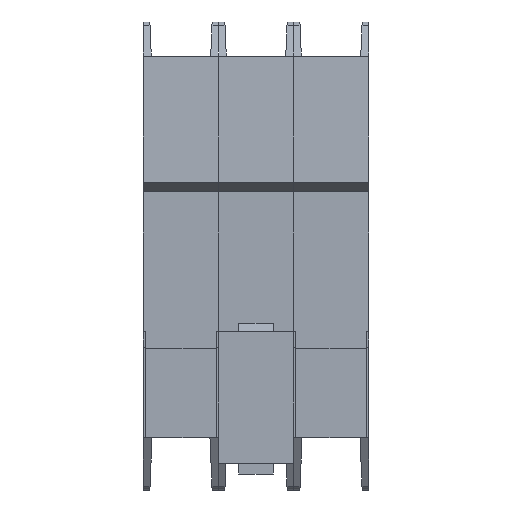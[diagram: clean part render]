
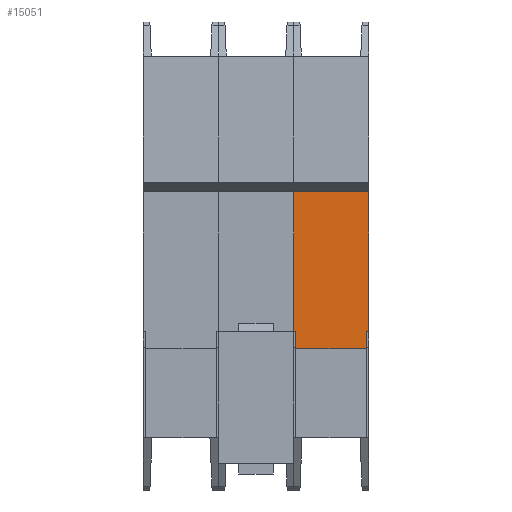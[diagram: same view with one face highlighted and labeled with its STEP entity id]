
A CAD part, front view. The second image highlights one B-rep face of the part: STEP entity #15051.
In plain terms, the highlighted planar face has unit normal (0, -1, 0).
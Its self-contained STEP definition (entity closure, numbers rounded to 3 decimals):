
#14967 = EDGE_CURVE ( 'NONE', #14984, #14968, #31815, .T. ) ;
#14968 = VERTEX_POINT ( 'NONE', #31811 ) ;
#14969 = ORIENTED_EDGE ( 'NONE', *, *, #14970, .F. ) ;
#14970 = EDGE_CURVE ( 'NONE', #14971, #14968, #31810, .T. ) ;
#14971 = VERTEX_POINT ( 'NONE', #31806 ) ;
#14972 = ORIENTED_EDGE ( 'NONE', *, *, #15041, .T. ) ;
#14973 = VERTEX_POINT ( 'NONE', #31805 ) ;
#14978 = ORIENTED_EDGE ( 'NONE', *, *, #14979, .F. ) ;
#14979 = EDGE_CURVE ( 'NONE', #14980, #14981, #31863, .T. ) ;
#14980 = VERTEX_POINT ( 'NONE', #31853 ) ;
#14981 = VERTEX_POINT ( 'NONE', #31852 ) ;
#14982 = ORIENTED_EDGE ( 'NONE', *, *, #14983, .T. ) ;
#14983 = EDGE_CURVE ( 'NONE', #14980, #14984, #31851, .T. ) ;
#14984 = VERTEX_POINT ( 'NONE', #31847 ) ;
#14985 = ORIENTED_EDGE ( 'NONE', *, *, #14967, .T. ) ;
#14992 = EDGE_LOOP ( 'NONE', ( #14978, #14982, #14985, #14969, #14972, #15042, #15038, #15139, #15030, #15145, #15134, #15144 ) ) ;
#15030 = ORIENTED_EDGE ( 'NONE', *, *, #15031, .F. ) ;
#15031 = EDGE_CURVE ( 'NONE', #15069, #15142, #32006, .T. ) ;
#15038 = ORIENTED_EDGE ( 'NONE', *, *, #15039, .F. ) ;
#15039 = EDGE_CURVE ( 'NONE', #15040, #15044, #31990, .T. ) ;
#15040 = VERTEX_POINT ( 'NONE', #31745 ) ;
#15041 = EDGE_CURVE ( 'NONE', #14971, #14973, #31986, .T. ) ;
#15042 = ORIENTED_EDGE ( 'NONE', *, *, #15043, .T. ) ;
#15043 = EDGE_CURVE ( 'NONE', #14973, #15044, #32047, .T. ) ;
#15044 = VERTEX_POINT ( 'NONE', #32043 ) ;
#15051 = ADVANCED_FACE ( 'NONE', ( #32028 ), #32051, .F. ) ;
#15067 = EDGE_CURVE ( 'NONE', #14981, #15143, #32125, .T. ) ;
#15069 = VERTEX_POINT ( 'NONE', #32121 ) ;
#15079 = EDGE_CURVE ( 'NONE', #15142, #15040, #32172, .T. ) ;
#15105 = EDGE_CURVE ( 'NONE', #15069, #15140, #32187, .T. ) ;
#15134 = ORIENTED_EDGE ( 'NONE', *, *, #15141, .T. ) ;
#15139 = ORIENTED_EDGE ( 'NONE', *, *, #15079, .F. ) ;
#15140 = VERTEX_POINT ( 'NONE', #32268 ) ;
#15141 = EDGE_CURVE ( 'NONE', #15140, #15143, #32267, .T. ) ;
#15142 = VERTEX_POINT ( 'NONE', #32322 ) ;
#15143 = VERTEX_POINT ( 'NONE', #32321 ) ;
#15144 = ORIENTED_EDGE ( 'NONE', *, *, #15067, .F. ) ;
#15145 = ORIENTED_EDGE ( 'NONE', *, *, #15105, .T. ) ;
#31491 = CARTESIAN_POINT ( 'NONE',  ( 0.5, 0., -25.53 ) ) ;
#31745 = CARTESIAN_POINT ( 'NONE',  ( 0.5, 0., -60.5 ) ) ;
#31802 = CARTESIAN_POINT ( 'NONE',  ( 17.133, 0., -25.53 ) ) ;
#31805 = CARTESIAN_POINT ( 'NONE',  ( 0., 0., -25.53 ) ) ;
#31806 = CARTESIAN_POINT ( 'NONE',  ( 0.5, 0., -25.53 ) ) ;
#31807 = DIRECTION ( 'NONE',  ( 0., 0., 1. ) ) ;
#31808 = VECTOR ( 'NONE', #31807, 1000. ) ;
#31809 = CARTESIAN_POINT ( 'NONE',  ( 0.5, 0., -21.4 ) ) ;
#31810 = LINE ( 'NONE', #31809, #31808 ) ;
#31811 = CARTESIAN_POINT ( 'NONE',  ( 0.5, 0., -25.4 ) ) ;
#31812 = DIRECTION ( 'NONE',  ( -1., 0., 0. ) ) ;
#31813 = VECTOR ( 'NONE', #31812, 1000. ) ;
#31814 = CARTESIAN_POINT ( 'NONE',  ( 17.633, 0., -25.4 ) ) ;
#31815 = LINE ( 'NONE', #31814, #31813 ) ;
#31847 = CARTESIAN_POINT ( 'NONE',  ( 17.133, 0., -25.4 ) ) ;
#31848 = DIRECTION ( 'NONE',  ( 0., 0., 1. ) ) ;
#31849 = VECTOR ( 'NONE', #31848, 1000. ) ;
#31850 = CARTESIAN_POINT ( 'NONE',  ( 17.133, 0., -21.4 ) ) ;
#31851 = LINE ( 'NONE', #31850, #31849 ) ;
#31852 = CARTESIAN_POINT ( 'NONE',  ( 17.633, 0., -25.53 ) ) ;
#31853 = CARTESIAN_POINT ( 'NONE',  ( 17.133, 0., -25.53 ) ) ;
#31854 = DIRECTION ( 'NONE',  ( 1., 0., 0. ) ) ;
#31855 = VECTOR ( 'NONE', #31854, 1000. ) ;
#31863 = LINE ( 'NONE', #31802, #31855 ) ;
#31986 = LINE ( 'NONE', #31491, #32049 ) ;
#31987 = DIRECTION ( 'NONE',  ( -1., 0., 0. ) ) ;
#31988 = VECTOR ( 'NONE', #31987, 1000. ) ;
#31989 = CARTESIAN_POINT ( 'NONE',  ( 0.5, 0., -60.5 ) ) ;
#31990 = LINE ( 'NONE', #31989, #31988 ) ;
#32003 = DIRECTION ( 'NONE',  ( -1., 0., 0. ) ) ;
#32004 = VECTOR ( 'NONE', #32003, 1000. ) ;
#32005 = CARTESIAN_POINT ( 'NONE',  ( 17.633, 0., -64.5 ) ) ;
#32006 = LINE ( 'NONE', #32005, #32004 ) ;
#32028 = FACE_OUTER_BOUND ( 'NONE', #14992, .T. ) ;
#32043 = CARTESIAN_POINT ( 'NONE',  ( 0., 0., -60.5 ) ) ;
#32044 = DIRECTION ( 'NONE',  ( 0., 0., -1. ) ) ;
#32045 = VECTOR ( 'NONE', #32044, 1000. ) ;
#32046 = CARTESIAN_POINT ( 'NONE',  ( 0., 0., -64.5 ) ) ;
#32047 = LINE ( 'NONE', #32046, #32045 ) ;
#32048 = DIRECTION ( 'NONE',  ( -1., 0., 0. ) ) ;
#32049 = VECTOR ( 'NONE', #32048, 1000. ) ;
#32051 = PLANE ( 'NONE',  #32106 ) ;
#32103 = DIRECTION ( 'NONE',  ( 0., 0., 1. ) ) ;
#32104 = DIRECTION ( 'NONE',  ( 0., 1., 0. ) ) ;
#32105 = CARTESIAN_POINT ( 'NONE',  ( 17.633, 0., -64.5 ) ) ;
#32106 = AXIS2_PLACEMENT_3D ( 'NONE', #32105, #32104, #32103 ) ;
#32121 = CARTESIAN_POINT ( 'NONE',  ( 17.133, 0., -64.5 ) ) ;
#32122 = DIRECTION ( 'NONE',  ( 0., 0., -1. ) ) ;
#32123 = VECTOR ( 'NONE', #32122, 1000. ) ;
#32124 = CARTESIAN_POINT ( 'NONE',  ( 17.633, 0., -64.5 ) ) ;
#32125 = LINE ( 'NONE', #32124, #32123 ) ;
#32169 = DIRECTION ( 'NONE',  ( 0., 0., 1. ) ) ;
#32170 = VECTOR ( 'NONE', #32169, 1000. ) ;
#32171 = CARTESIAN_POINT ( 'NONE',  ( 0.5, 0., -64.5 ) ) ;
#32172 = LINE ( 'NONE', #32171, #32170 ) ;
#32184 = DIRECTION ( 'NONE',  ( 0., 0., 1. ) ) ;
#32185 = VECTOR ( 'NONE', #32184, 1000. ) ;
#32186 = CARTESIAN_POINT ( 'NONE',  ( 17.133, 0., -64.5 ) ) ;
#32187 = LINE ( 'NONE', #32186, #32185 ) ;
#32265 = DIRECTION ( 'NONE',  ( 1., 0., 0. ) ) ;
#32266 = CARTESIAN_POINT ( 'NONE',  ( 17.133, 0., -60.5 ) ) ;
#32267 = LINE ( 'NONE', #32266, #32323 ) ;
#32268 = CARTESIAN_POINT ( 'NONE',  ( 17.133, 0., -60.5 ) ) ;
#32321 = CARTESIAN_POINT ( 'NONE',  ( 17.633, 0., -60.5 ) ) ;
#32322 = CARTESIAN_POINT ( 'NONE',  ( 0.5, 0., -64.5 ) ) ;
#32323 = VECTOR ( 'NONE', #32265, 1000. ) ;
